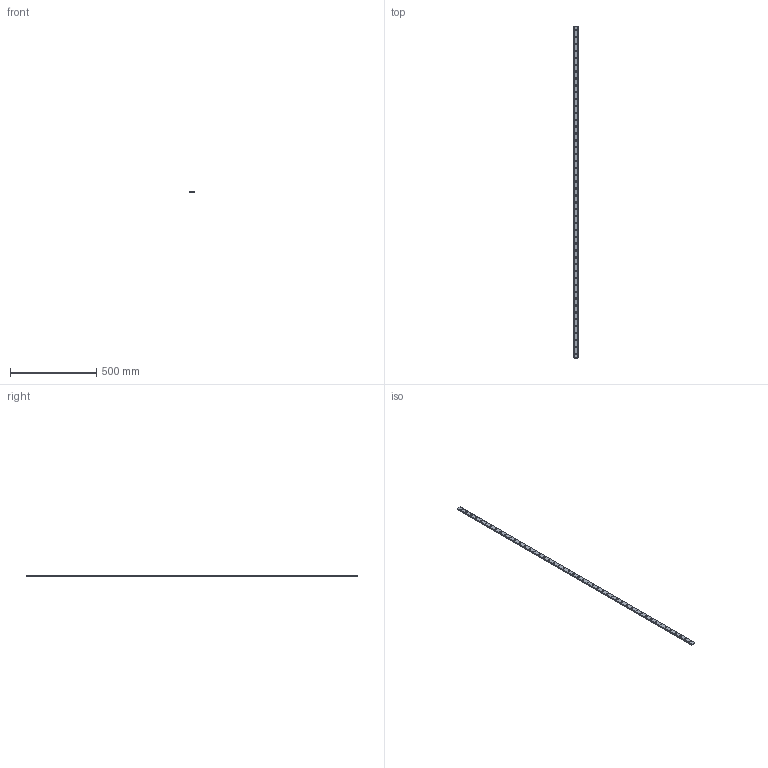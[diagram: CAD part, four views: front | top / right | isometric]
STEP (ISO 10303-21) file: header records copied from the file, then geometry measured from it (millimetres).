
FILE_DESCRIPTION(('STEP AP214'),'1');
FILE_NAME('cctmp_AE1D0C1F-C6A6-4BE5-A2B1-45D157249476_2021_02_24_10_38_46_0283..stp','2021-02-24T09:38:46',('HIWIN GmbH'),('CADClick - www.CADClick.com'),'Spatial InterOp 3D',' ','unknown authorization');
FILE_SCHEMA(('AUTOMOTIVE_DESIGN'));
Length unit declared in the file: millimetre
Products named in the file (1): MGWR12R1930CM_FILE
Bounding box: 24 x 1930 x 8.5 mm (x, y, z)
Volume: 372342.8 mm3; surface area: 143575.8 mm2
Topology: 1 solids, 1 shells, 527 faces, 1131 edges, 754 vertices
Faces by surface type: cylinder 304, plane 223
Entity records: 18793 total; most frequent: DIRECTION 2795, CARTESIAN_POINT 2413, ORIENTED_EDGE 2262, AXIS2_PLACEMENT_3D 1136, EDGE_CURVE 1131, VERTEX_POINT 754, EDGE_LOOP 675, CIRCLE 608
